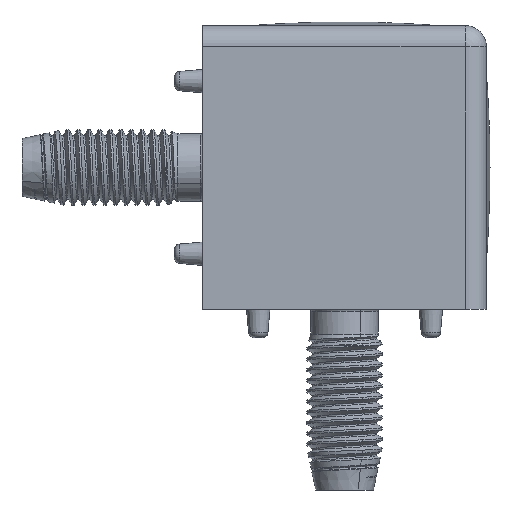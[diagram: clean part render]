
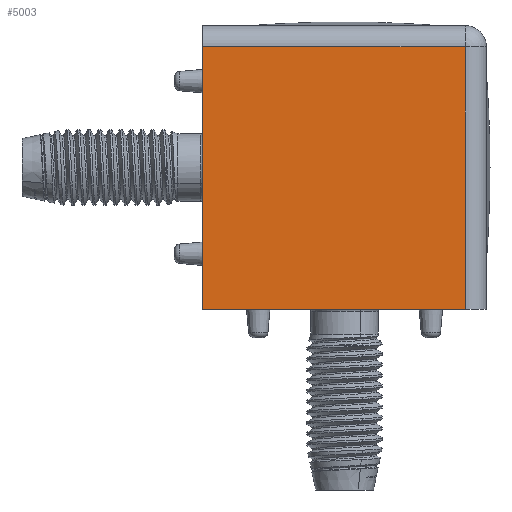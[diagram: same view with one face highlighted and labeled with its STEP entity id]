
A CAD part, front view. The second image highlights one B-rep face of the part: STEP entity #5003.
In plain terms, the highlighted planar face has unit normal (0, -1, 0).
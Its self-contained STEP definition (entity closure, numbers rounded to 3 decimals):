
#284 = PLANE ( 'NONE',  #2627 ) ;
#286 = CARTESIAN_POINT ( 'NONE',  ( -20., -20., 20. ) ) ;
#393 = VECTOR ( 'NONE', #4439, 1000. ) ;
#702 = EDGE_CURVE ( 'NONE', #7816, #1417, #11711, .T. ) ;
#793 = VERTEX_POINT ( 'NONE', #9754 ) ;
#1064 = EDGE_CURVE ( 'NONE', #11756, #7816, #5131, .T. ) ;
#1417 = VERTEX_POINT ( 'NONE', #3576 ) ;
#2179 = DIRECTION ( 'NONE',  ( 0., 0., 1. ) ) ;
#2627 = AXIS2_PLACEMENT_3D ( 'NONE', #6876, #7783, #2179 ) ;
#3576 = CARTESIAN_POINT ( 'NONE',  ( -20., -20., -20. ) ) ;
#4156 = ORIENTED_EDGE ( 'NONE', *, *, #702, .T. ) ;
#4277 = ORIENTED_EDGE ( 'NONE', *, *, #4459, .T. ) ;
#4439 = DIRECTION ( 'NONE',  ( -1., 0., 0. ) ) ;
#4459 = EDGE_CURVE ( 'NONE', #793, #11756, #11861, .T. ) ;
#4479 = CARTESIAN_POINT ( 'NONE',  ( -20., -20., 17. ) ) ;
#4664 = CARTESIAN_POINT ( 'NONE',  ( -20., -20., 17. ) ) ;
#5003 = ADVANCED_FACE ( 'NONE', ( #8176 ), #284, .F. ) ;
#5131 = LINE ( 'NONE', #4479, #393 ) ;
#5361 = DIRECTION ( 'NONE',  ( 1., 0., 0. ) ) ;
#5430 = EDGE_LOOP ( 'NONE', ( #7058, #4277, #7654, #4156 ) ) ;
#6002 = EDGE_CURVE ( 'NONE', #1417, #793, #7048, .T. ) ;
#6876 = CARTESIAN_POINT ( 'NONE',  ( -20., -20., 20. ) ) ;
#6943 = CARTESIAN_POINT ( 'NONE',  ( 17., -20., 17. ) ) ;
#7048 = LINE ( 'NONE', #10874, #7311 ) ;
#7058 = ORIENTED_EDGE ( 'NONE', *, *, #6002, .T. ) ;
#7311 = VECTOR ( 'NONE', #5361, 1000. ) ;
#7654 = ORIENTED_EDGE ( 'NONE', *, *, #1064, .T. ) ;
#7783 = DIRECTION ( 'NONE',  ( 0., 1., 0. ) ) ;
#7816 = VERTEX_POINT ( 'NONE', #4664 ) ;
#8176 = FACE_OUTER_BOUND ( 'NONE', #5430, .T. ) ;
#8718 = DIRECTION ( 'NONE',  ( 0., 0., -1. ) ) ;
#9233 = DIRECTION ( 'NONE',  ( 0., 0., 1. ) ) ;
#9316 = VECTOR ( 'NONE', #8718, 1000. ) ;
#9503 = VECTOR ( 'NONE', #9233, 1000. ) ;
#9754 = CARTESIAN_POINT ( 'NONE',  ( 17., -20., -20. ) ) ;
#10874 = CARTESIAN_POINT ( 'NONE',  ( -20., -20., -20. ) ) ;
#11711 = LINE ( 'NONE', #286, #9316 ) ;
#11756 = VERTEX_POINT ( 'NONE', #6943 ) ;
#11861 = LINE ( 'NONE', #11934, #9503 ) ;
#11934 = CARTESIAN_POINT ( 'NONE',  ( 17., -20., 20. ) ) ;
